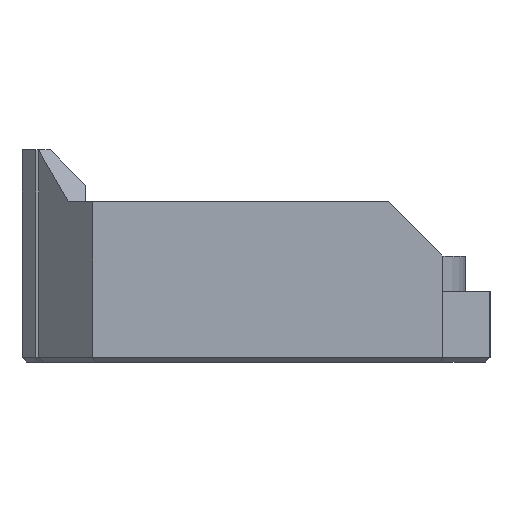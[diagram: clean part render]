
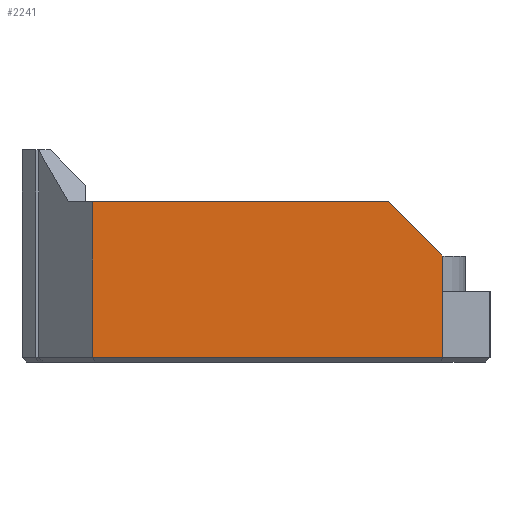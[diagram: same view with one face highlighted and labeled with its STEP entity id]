
A CAD part, front view. The second image highlights one B-rep face of the part: STEP entity #2241.
In plain terms, the highlighted planar face has unit normal (0, -1, 0).
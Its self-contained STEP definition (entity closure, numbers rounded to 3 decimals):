
#101=PLANE('',#2397);
#219=FACE_OUTER_BOUND('',#350,.T.);
#350=EDGE_LOOP('',(#1836,#1837,#1838,#1839,#1840,#1841));
#500=LINE('',#3258,#788);
#590=LINE('',#3452,#878);
#593=LINE('',#3458,#881);
#602=LINE('',#3475,#890);
#603=LINE('',#3477,#891);
#604=LINE('',#3478,#892);
#788=VECTOR('',#2621,10.);
#878=VECTOR('',#2789,10.);
#881=VECTOR('',#2794,10.);
#890=VECTOR('',#2807,10.);
#891=VECTOR('',#2808,10.);
#892=VECTOR('',#2809,10.);
#1082=VERTEX_POINT('',#3252);
#1083=VERTEX_POINT('',#3256);
#1147=VERTEX_POINT('',#3449);
#1148=VERTEX_POINT('',#3451);
#1150=VERTEX_POINT('',#3457);
#1157=VERTEX_POINT('',#3476);
#1305=EDGE_CURVE('',#1083,#1082,#500,.T.);
#1400=EDGE_CURVE('',#1148,#1147,#590,.T.);
#1403=EDGE_CURVE('',#1150,#1148,#593,.T.);
#1412=EDGE_CURVE('',#1150,#1083,#602,.T.);
#1413=EDGE_CURVE('',#1157,#1147,#603,.T.);
#1414=EDGE_CURVE('',#1082,#1157,#604,.T.);
#1836=ORIENTED_EDGE('',*,*,#1305,.F.);
#1837=ORIENTED_EDGE('',*,*,#1412,.F.);
#1838=ORIENTED_EDGE('',*,*,#1403,.T.);
#1839=ORIENTED_EDGE('',*,*,#1400,.T.);
#1840=ORIENTED_EDGE('',*,*,#1413,.F.);
#1841=ORIENTED_EDGE('',*,*,#1414,.F.);
#2241=ADVANCED_FACE('',(#219),#101,.T.);
#2397=AXIS2_PLACEMENT_3D('',#3474,#2805,#2806);
#2621=DIRECTION('',(-1.,0.,0.));
#2789=DIRECTION('',(-0.707,0.,0.707));
#2794=DIRECTION('',(0.,0.,1.));
#2805=DIRECTION('center_axis',(0.,-1.,0.));
#2806=DIRECTION('ref_axis',(-1.,0.,0.));
#2807=DIRECTION('',(0.,0.,-1.));
#2808=DIRECTION('',(1.,0.,0.));
#2809=DIRECTION('',(0.,0.,1.));
#3252=CARTESIAN_POINT('',(-24.715,-7.585,-5.6));
#3256=CARTESIAN_POINT('',(5.,-7.585,-5.6));
#3258=CARTESIAN_POINT('',(-2.925,-7.585,-5.6));
#3449=CARTESIAN_POINT('',(0.4,-7.585,7.6));
#3451=CARTESIAN_POINT('',(5.,-7.585,3.));
#3452=CARTESIAN_POINT('',(5.75,-7.585,2.25));
#3457=CARTESIAN_POINT('',(5.,-7.585,0.));
#3458=CARTESIAN_POINT('',(5.,-7.585,0.));
#3474=CARTESIAN_POINT('Origin',(5.,-7.585,0.));
#3475=CARTESIAN_POINT('',(5.,-7.585,0.));
#3476=CARTESIAN_POINT('',(-24.715,-7.585,7.6));
#3477=CARTESIAN_POINT('',(-24.715,-7.585,7.6));
#3478=CARTESIAN_POINT('',(-24.715,-7.585,0.));
